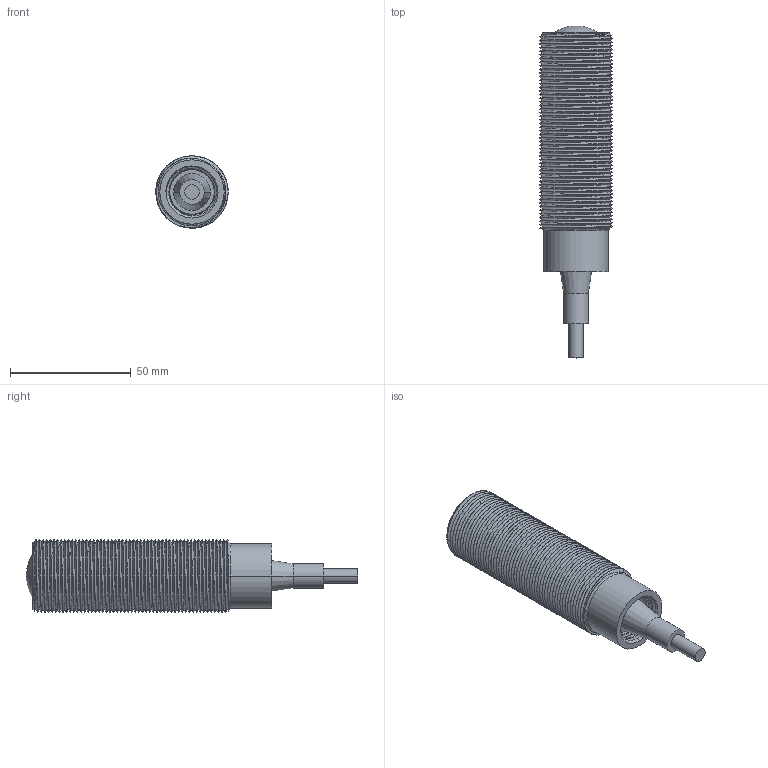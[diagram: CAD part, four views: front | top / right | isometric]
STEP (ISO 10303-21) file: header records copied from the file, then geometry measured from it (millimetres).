
FILE_DESCRIPTION((''),'2;1');
FILE_NAME('156692_SW','2011-02-09T',('banengservice'),('BANNER ENGINEERING'),'PRO/ENGINEER BY PARAMETRIC TECHNOLOGY CORPORATION, 2009141','PRO/ENGINEER BY PARAMETRIC TECHNOLOGY CORPORATION, 2009141','');
FILE_SCHEMA(('CONFIG_CONTROL_DESIGN'));
Length unit declared in the file: inch
Products named in the file (1): 156692_SW
Bounding box: 30 x 137.7 x 30 mm (x, y, z)
Volume: 27157.8 mm3; surface area: 31538.5 mm2
Topology: 2 solids, 2 shells, 274 faces, 702 edges, 443 vertices
Faces by surface type: cylinder 145, cone 42, bspline 39, torus 24, plane 20, sphere 4
Entity records: 28229 total; most frequent: CARTESIAN_POINT 22198, ORIENTED_EDGE 1396, DIRECTION 1006, EDGE_CURVE 698, VERTEX_POINT 443, AXIS2_PLACEMENT_3D 392, B_SPLINE_CURVE_WITH_KNOTS 319, EDGE_LOOP 289
